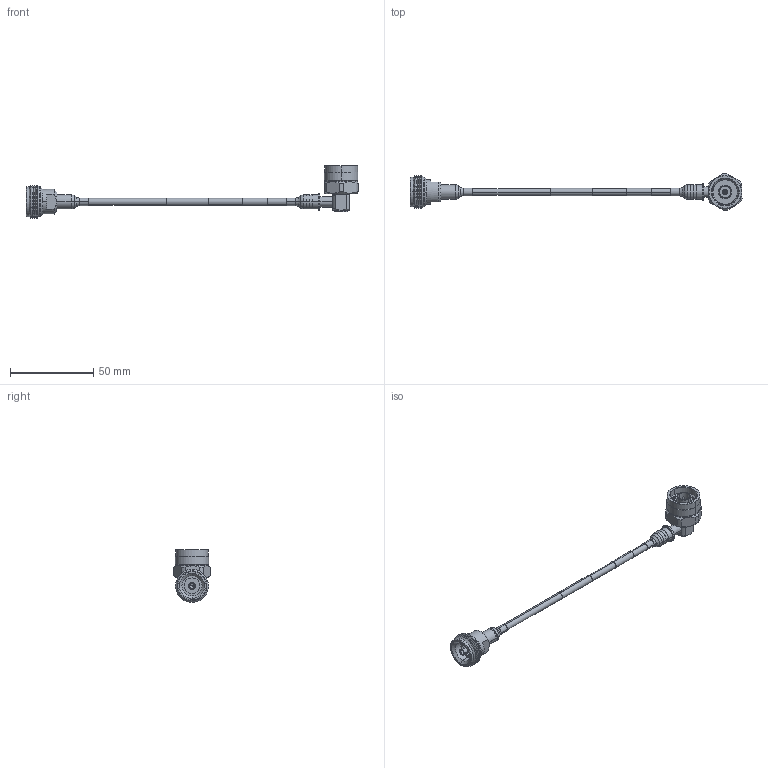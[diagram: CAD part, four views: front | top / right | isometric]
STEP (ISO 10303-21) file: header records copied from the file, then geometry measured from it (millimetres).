
FILE_DESCRIPTION (( 'STEP AP214' ), '1' );
FILE_NAME ('FMCA2475_3D.step', '2024-07-18T18:15:47', ( '' ), ( '' ), 'SwSTEP 2.0', 'SolidWorks 2022', '' );
FILE_SCHEMA (( 'AUTOMOTIVE_DESIGN' ));
Length unit declared in the file: inch
Products named in the file (5): Copy of TC-402-4195F-LP-PE^FMCA2475; FMCA2475_3D; Copy of TC-402-NM-RA-LP-FM^FMCA2475; Copy of TFT-402-LF^FMCA2475_LABEL PE+FM; Copy of TFT-402-MA1^FMCA2475_1.5
Assembly tree (5 placements, depth 2):
  FMCA2475_3D
    Copy of TFT-402-LF^FMCA2475_LABEL PE+FM
    Copy of TFT-402-MA1^FMCA2475_1.5  x2
    Copy of TC-402-4195F-LP-PE^FMCA2475
    Copy of TC-402-NM-RA-LP-FM^FMCA2475
Bounding box: 199.96 x 21.9 x 31.83 mm (x, y, z)
Volume: 10977.5 mm3; surface area: 10850 mm2
Topology: 6 solids, 6 shells, 289 faces, 658 edges, 404 vertices
Faces by surface type: cylinder 110, cone 76, plane 73, torus 18, bspline 12
Entity records: 9743 total; most frequent: CARTESIAN_POINT 3337, DIRECTION 1347, ORIENTED_EDGE 1224, EDGE_CURVE 612, AXIS2_PLACEMENT_3D 556, VERTEX_POINT 380, EDGE_LOOP 298, CIRCLE 293
